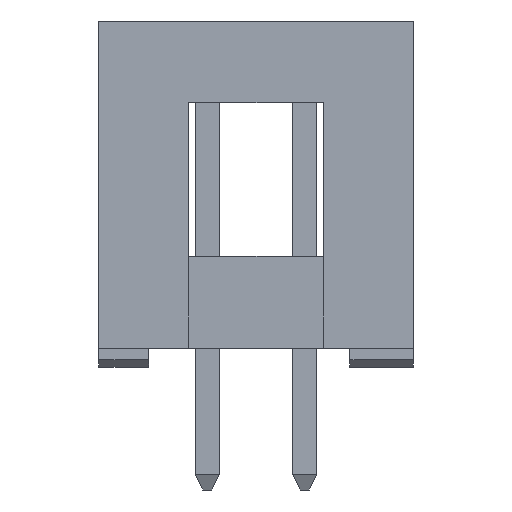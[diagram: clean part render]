
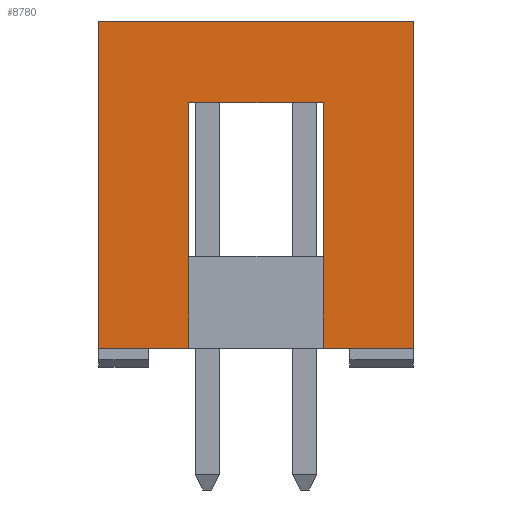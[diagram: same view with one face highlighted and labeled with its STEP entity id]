
A CAD part, left-side view. The second image highlights one B-rep face of the part: STEP entity #8780.
In plain terms, the highlighted planar face has unit normal (-1, 0, 0).
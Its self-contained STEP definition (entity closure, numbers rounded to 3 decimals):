
#6361 = VERTEX_POINT('',#6362);
#6362 = CARTESIAN_POINT('',(-13.8,-4.1,9.));
#6368 = EDGE_CURVE('',#6369,#6361,#6371,.T.);
#6369 = VERTEX_POINT('',#6370);
#6370 = CARTESIAN_POINT('',(-13.8,4.1,9.));
#6371 = LINE('',#6372,#6373);
#6372 = CARTESIAN_POINT('',(-13.8,4.1,9.));
#6373 = VECTOR('',#6374,1.);
#6374 = DIRECTION('',(0.,-1.,0.));
#8416 = VERTEX_POINT('',#8417);
#8417 = CARTESIAN_POINT('',(-13.8,1.75,0.5));
#8450 = VERTEX_POINT('',#8451);
#8451 = CARTESIAN_POINT('',(-13.8,1.75,6.9));
#8457 = EDGE_CURVE('',#8416,#8450,#8458,.T.);
#8458 = LINE('',#8459,#8460);
#8459 = CARTESIAN_POINT('',(-13.8,1.75,0.));
#8460 = VECTOR('',#8461,1.);
#8461 = DIRECTION('',(0.,0.,1.));
#8512 = VERTEX_POINT('',#8513);
#8513 = CARTESIAN_POINT('',(-13.8,-1.75,0.5));
#8519 = EDGE_CURVE('',#8512,#8520,#8522,.T.);
#8520 = VERTEX_POINT('',#8521);
#8521 = CARTESIAN_POINT('',(-13.8,-1.75,6.9));
#8522 = LINE('',#8523,#8524);
#8523 = CARTESIAN_POINT('',(-13.8,-1.75,0.));
#8524 = VECTOR('',#8525,1.);
#8525 = DIRECTION('',(0.,0.,1.));
#8610 = VERTEX_POINT('',#8611);
#8611 = CARTESIAN_POINT('',(-13.8,4.1,0.5));
#8617 = EDGE_CURVE('',#6369,#8610,#8618,.T.);
#8618 = LINE('',#8619,#8620);
#8619 = CARTESIAN_POINT('',(-13.8,4.1,9.));
#8620 = VECTOR('',#8621,1.);
#8621 = DIRECTION('',(0.,0.,-1.));
#8780 = ADVANCED_FACE('',(#8781),#8813,.F.);
#8781 = FACE_BOUND('',#8782,.F.);
#8782 = EDGE_LOOP('',(#8783,#8784,#8785,#8793,#8799,#8800,#8806,#8807));
#8783 = ORIENTED_EDGE('',*,*,#8617,.F.);
#8784 = ORIENTED_EDGE('',*,*,#6368,.T.);
#8785 = ORIENTED_EDGE('',*,*,#8786,.T.);
#8786 = EDGE_CURVE('',#6361,#8787,#8789,.T.);
#8787 = VERTEX_POINT('',#8788);
#8788 = CARTESIAN_POINT('',(-13.8,-4.1,0.5));
#8789 = LINE('',#8790,#8791);
#8790 = CARTESIAN_POINT('',(-13.8,-4.1,9.));
#8791 = VECTOR('',#8792,1.);
#8792 = DIRECTION('',(0.,0.,-1.));
#8793 = ORIENTED_EDGE('',*,*,#8794,.F.);
#8794 = EDGE_CURVE('',#8512,#8787,#8795,.T.);
#8795 = LINE('',#8796,#8797);
#8796 = CARTESIAN_POINT('',(-13.8,4.1,0.5));
#8797 = VECTOR('',#8798,1.);
#8798 = DIRECTION('',(0.,-1.,0.));
#8799 = ORIENTED_EDGE('',*,*,#8519,.T.);
#8800 = ORIENTED_EDGE('',*,*,#8801,.F.);
#8801 = EDGE_CURVE('',#8450,#8520,#8802,.T.);
#8802 = LINE('',#8803,#8804);
#8803 = CARTESIAN_POINT('',(-13.8,1.75,6.9));
#8804 = VECTOR('',#8805,1.);
#8805 = DIRECTION('',(0.,-1.,0.));
#8806 = ORIENTED_EDGE('',*,*,#8457,.F.);
#8807 = ORIENTED_EDGE('',*,*,#8808,.F.);
#8808 = EDGE_CURVE('',#8610,#8416,#8809,.T.);
#8809 = LINE('',#8810,#8811);
#8810 = CARTESIAN_POINT('',(-13.8,4.1,0.5));
#8811 = VECTOR('',#8812,1.);
#8812 = DIRECTION('',(0.,-1.,0.));
#8813 = PLANE('',#8814);
#8814 = AXIS2_PLACEMENT_3D('',#8815,#8816,#8817);
#8815 = CARTESIAN_POINT('',(-13.8,4.1,9.));
#8816 = DIRECTION('',(1.,0.,0.));
#8817 = DIRECTION('',(0.,0.,-1.));
